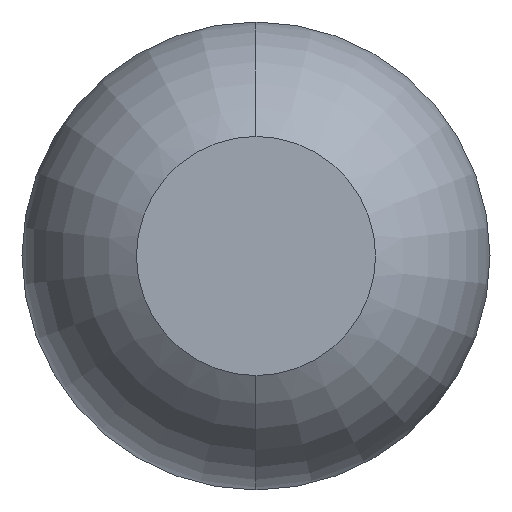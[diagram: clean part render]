
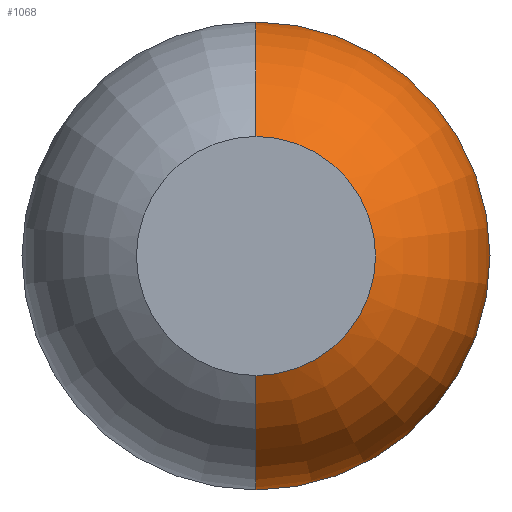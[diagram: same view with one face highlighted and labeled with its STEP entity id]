
A CAD part, front view. The second image highlights one B-rep face of the part: STEP entity #1068.
In plain terms, the highlighted toroidal (fillet/blend) face has major radius 0.035 mm and minor radius 0.65 mm.
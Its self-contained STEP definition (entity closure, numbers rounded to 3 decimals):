
#202 = CARTESIAN_POINT ( 'NONE',  ( 0., -24.431, 0. ) ) ;
#241 = CARTESIAN_POINT ( 'NONE',  ( 0., -24.431, -0.035 ) ) ;
#244 = CIRCLE ( 'NONE', #1767, 0.65 ) ;
#284 = VERTEX_POINT ( 'NONE', #4224 ) ;
#332 = EDGE_LOOP ( 'NONE', ( #2668, #2644, #2039, #4276 ) ) ;
#463 = EDGE_CURVE ( 'NONE', #284, #4226, #1553, .T. ) ;
#476 = VERTEX_POINT ( 'NONE', #4700 ) ;
#716 = CIRCLE ( 'NONE', #4654, 0.685 ) ;
#866 = AXIS2_PLACEMENT_3D ( 'NONE', #2993, #2234, #3028 ) ;
#914 = DIRECTION ( 'NONE',  ( 0., -1., 0. ) ) ;
#982 = EDGE_CURVE ( 'Defeature ausgef�hrt1_4+Defeature ausgef�hrt1_5+Defeature ausgef�hrt1_5+Defeature ausgef�hrt1_5', #284, #476, #716, .T. ) ;
#1064 = CARTESIAN_POINT ( 'NONE',  ( 0., -25., 0.35 ) ) ;
#1068 = ADVANCED_FACE ( 'Defeature ausgef�hrt1_4', ( #1835 ), #2575, .T. ) ;
#1421 = CIRCLE ( 'NONE', #1853, 0.35 ) ;
#1431 = DIRECTION ( 'NONE',  ( 0., 0., -1. ) ) ;
#1553 = CIRCLE ( 'NONE', #1697, 0.65 ) ;
#1697 = AXIS2_PLACEMENT_3D ( 'NONE', #241, #3965, #1721 ) ;
#1721 = DIRECTION ( 'NONE',  ( 0., 0., 1. ) ) ;
#1767 = AXIS2_PLACEMENT_3D ( 'NONE', #2213, #3753, #1431 ) ;
#1835 = FACE_OUTER_BOUND ( 'NONE', #332, .T. ) ;
#1853 = AXIS2_PLACEMENT_3D ( 'NONE', #4208, #1963, #3441 ) ;
#1854 = EDGE_CURVE ( 'Defeature ausgef�hrt1_38+Defeature ausgef�hrt1_4+Defeature ausgef�hrt1_4+Defeature ausgef�hrt1_4', #4226, #2607, #1421, .T. ) ;
#1963 = DIRECTION ( 'NONE',  ( 0., -1., 0. ) ) ;
#2039 = ORIENTED_EDGE ( 'NONE', *, *, #1854, .F. ) ;
#2092 = EDGE_CURVE ( 'NONE', #476, #2607, #244, .T. ) ;
#2213 = CARTESIAN_POINT ( 'NONE',  ( 0., -24.431, 0.035 ) ) ;
#2234 = DIRECTION ( 'NONE',  ( 0., -1., 0. ) ) ;
#2575 = TOROIDAL_SURFACE ( 'NONE', #866, 0.035, 0.65 ) ;
#2607 = VERTEX_POINT ( 'NONE', #1064 ) ;
#2644 = ORIENTED_EDGE ( 'NONE', *, *, #2092, .T. ) ;
#2668 = ORIENTED_EDGE ( 'NONE', *, *, #982, .T. ) ;
#2993 = CARTESIAN_POINT ( 'NONE',  ( 0., -24.431, 0. ) ) ;
#3028 = DIRECTION ( 'NONE',  ( 0., 0., -1. ) ) ;
#3192 = CARTESIAN_POINT ( 'NONE',  ( 0., -25., -0.35 ) ) ;
#3441 = DIRECTION ( 'NONE',  ( 0., 0., -1. ) ) ;
#3562 = DIRECTION ( 'NONE',  ( 0., 0., -1. ) ) ;
#3753 = DIRECTION ( 'NONE',  ( 1., 0., 0. ) ) ;
#3965 = DIRECTION ( 'NONE',  ( -1., 0., 0. ) ) ;
#4208 = CARTESIAN_POINT ( 'NONE',  ( 0., -25., 0. ) ) ;
#4224 = CARTESIAN_POINT ( 'NONE',  ( 0., -24.431, -0.685 ) ) ;
#4226 = VERTEX_POINT ( 'NONE', #3192 ) ;
#4276 = ORIENTED_EDGE ( 'NONE', *, *, #463, .F. ) ;
#4654 = AXIS2_PLACEMENT_3D ( 'NONE', #202, #914, #3562 ) ;
#4700 = CARTESIAN_POINT ( 'NONE',  ( 0., -24.431, 0.685 ) ) ;
